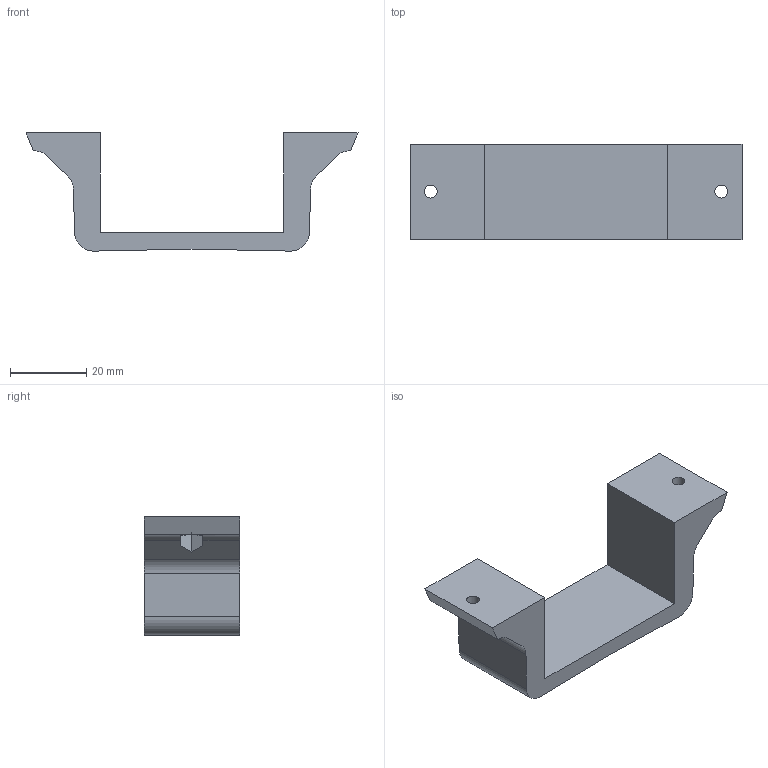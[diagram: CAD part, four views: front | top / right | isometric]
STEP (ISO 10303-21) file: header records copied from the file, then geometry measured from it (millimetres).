
FILE_DESCRIPTION( ( '' ), ' ' );
FILE_NAME( '5ef257b984b37010ba19d6b3.step', '2020-06-23T19:27:54', ( '' ), ( '' ), ' ', ' ', ' ' );
FILE_SCHEMA( ( 'AUTOMOTIVE_DESIGN { 1 0 10303 214 1 1 1 1 }' ) );
Length unit declared in the file: metre
Products named in the file (1): battery_clip
Bounding box: 86.93 x 25 x 30.96 mm (x, y, z)
Volume: 20239 mm3; surface area: 8527.6 mm2
Topology: 1 solids, 1 shells, 41 faces, 119 edges, 80 vertices
Faces by surface type: plane 31, cylinder 10
Full cylindrical faces by diameter (mm): 3.4 x2
Entity records: 1677 total; most frequent: CARTESIAN_POINT 235, ORIENTED_EDGE 230, DIRECTION 223, EDGE_CURVE 115, LINE 91, VECTOR 91, VERTEX_POINT 78, AXIS2_PLACEMENT_3D 66
